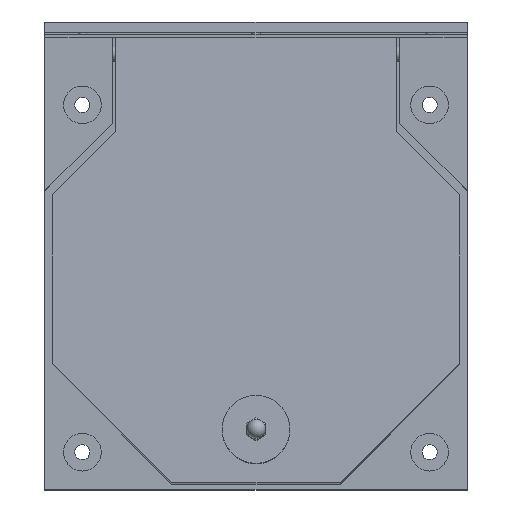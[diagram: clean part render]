
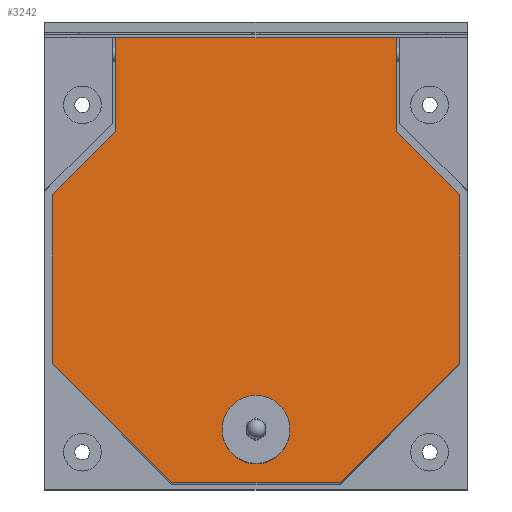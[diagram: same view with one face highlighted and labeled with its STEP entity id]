
A CAD part, top view. The second image highlights one B-rep face of the part: STEP entity #3242.
In plain terms, the highlighted planar face has unit normal (0, 0.035, 0.999).
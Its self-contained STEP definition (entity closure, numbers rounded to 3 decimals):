
#329=LINE('',#36471,#527);
#332=LINE('',#36477,#530);
#335=LINE('',#36484,#533);
#337=LINE('',#36489,#535);
#340=LINE('',#36494,#538);
#342=LINE('',#36499,#540);
#344=LINE('',#36502,#542);
#345=LINE('',#36504,#543);
#346=LINE('',#36505,#544);
#347=LINE('',#36506,#545);
#527=VECTOR('',#3971,111.838);
#530=VECTOR('',#3976,62.081);
#533=VECTOR('',#3983,59.397);
#535=VECTOR('',#3987,59.397);
#538=VECTOR('',#3992,62.081);
#540=VECTOR('',#3996,111.838);
#542=VECTOR('',#4000,111.838);
#543=VECTOR('',#4003,111.838);
#544=VECTOR('',#4004,186.);
#545=VECTOR('',#4005,111.838);
#732=PLANE('',#3482);
#889=FACE_BOUND('',#1265,.T.);
#1003=FACE_OUTER_BOUND('',#1264,.T.);
#1264=EDGE_LOOP('',(#2576,#2577,#2578,#2579,#2580,#2581,#2582,#2583,#2584,
#2585));
#1265=EDGE_LOOP('',(#2586));
#1467=CIRCLE('',#3464,5.);
#1643=VERTEX_POINT('',#36441);
#1651=VERTEX_POINT('',#36468);
#1652=VERTEX_POINT('',#36470);
#1653=VERTEX_POINT('',#36474);
#1654=VERTEX_POINT('',#36476);
#1656=VERTEX_POINT('',#36482);
#1657=VERTEX_POINT('',#36486);
#1658=VERTEX_POINT('',#36488);
#1659=VERTEX_POINT('',#36492);
#1660=VERTEX_POINT('',#36496);
#1661=VERTEX_POINT('',#36498);
#1977=EDGE_CURVE('',#1643,#1643,#1467,.T.);
#1990=EDGE_CURVE('',#1652,#1651,#329,.T.);
#1993=EDGE_CURVE('',#1654,#1653,#332,.T.);
#1997=EDGE_CURVE('',#1653,#1656,#335,.T.);
#1999=EDGE_CURVE('',#1658,#1657,#337,.T.);
#2002=EDGE_CURVE('',#1657,#1659,#340,.T.);
#2004=EDGE_CURVE('',#1661,#1660,#342,.T.);
#2006=EDGE_CURVE('',#1658,#1660,#344,.T.);
#2007=EDGE_CURVE('',#1661,#1651,#345,.T.);
#2008=EDGE_CURVE('',#1654,#1659,#346,.T.);
#2009=EDGE_CURVE('',#1652,#1656,#347,.T.);
#2576=ORIENTED_EDGE('',*,*,#1990,.T.);
#2577=ORIENTED_EDGE('',*,*,#2007,.F.);
#2578=ORIENTED_EDGE('',*,*,#2004,.T.);
#2579=ORIENTED_EDGE('',*,*,#2006,.F.);
#2580=ORIENTED_EDGE('',*,*,#1999,.T.);
#2581=ORIENTED_EDGE('',*,*,#2002,.T.);
#2582=ORIENTED_EDGE('',*,*,#2008,.F.);
#2583=ORIENTED_EDGE('',*,*,#1993,.T.);
#2584=ORIENTED_EDGE('',*,*,#1997,.T.);
#2585=ORIENTED_EDGE('',*,*,#2009,.F.);
#2586=ORIENTED_EDGE('',*,*,#1977,.T.);
#3242=ADVANCED_FACE('',(#1003,#889),#732,.T.);
#3464=AXIS2_PLACEMENT_3D('',#36442,#3940,#3941);
#3482=AXIS2_PLACEMENT_3D('',#36503,#4001,#4002);
#3940=DIRECTION('center_axis',(0.,-0.035,-0.999));
#3941=DIRECTION('ref_axis',(1.,0.,0.));
#3971=DIRECTION('',(0.707,-0.707,0.025));
#3976=DIRECTION('',(0.,-0.999,0.035));
#3983=DIRECTION('',(-0.707,-0.707,0.025));
#3987=DIRECTION('',(-0.707,0.707,-0.025));
#3992=DIRECTION('',(0.,0.999,-0.035));
#3996=DIRECTION('',(0.707,0.707,-0.025));
#4000=DIRECTION('',(0.,-0.999,0.035));
#4001=DIRECTION('center_axis',(0.,0.035,0.999));
#4002=DIRECTION('ref_axis',(0.,-0.999,0.035));
#4003=DIRECTION('',(-1.,0.,0.));
#4004=DIRECTION('',(1.,0.,0.));
#4005=DIRECTION('',(0.,0.999,-0.035));
#36441=CARTESIAN_POINT('',(5.,-100.324,63.436));
#36442=CARTESIAN_POINT('Origin',(0.,-100.324,63.436));
#36468=CARTESIAN_POINT('',(-55.919,-135.303,64.657));
#36470=CARTESIAN_POINT('',(-135.,-56.27,61.897));
#36471=CARTESIAN_POINT('',(-115.689,-75.569,62.571));
#36474=CARTESIAN_POINT('',(-93.,97.474,56.528));
#36476=CARTESIAN_POINT('',(-93.,159.517,54.362));
#36477=CARTESIAN_POINT('',(-93.,128.496,55.445));
#36482=CARTESIAN_POINT('',(-135.,55.5,57.994));
#36484=CARTESIAN_POINT('',(-75.23,115.234,55.908));
#36486=CARTESIAN_POINT('',(93.,97.474,56.528));
#36488=CARTESIAN_POINT('',(135.,55.5,57.994));
#36489=CARTESIAN_POINT('',(35.689,154.75,54.528));
#36492=CARTESIAN_POINT('',(93.,159.517,54.362));
#36494=CARTESIAN_POINT('',(93.,159.517,54.362));
#36496=CARTESIAN_POINT('',(135.,-56.27,61.897));
#36498=CARTESIAN_POINT('',(55.919,-135.303,64.657));
#36499=CARTESIAN_POINT('',(155.23,-36.053,61.191));
#36502=CARTESIAN_POINT('',(135.,-135.303,64.657));
#36503=CARTESIAN_POINT('Origin',(0.,159.517,54.362));
#36504=CARTESIAN_POINT('',(0.,-135.303,64.657));
#36505=CARTESIAN_POINT('',(0.,159.517,54.362));
#36506=CARTESIAN_POINT('',(-135.,-135.303,64.657));
